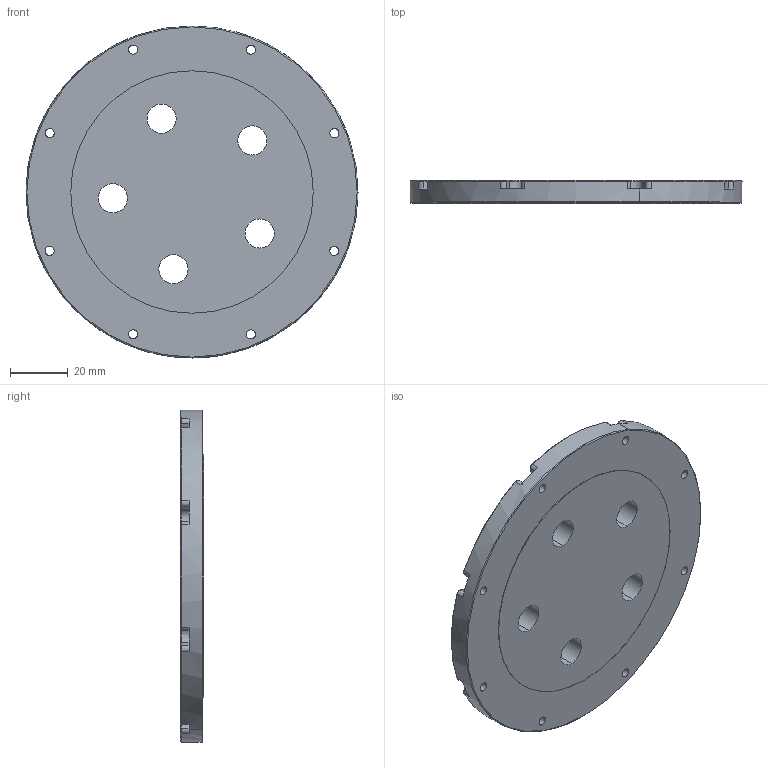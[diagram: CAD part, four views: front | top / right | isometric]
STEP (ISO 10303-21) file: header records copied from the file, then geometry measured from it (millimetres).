
FILE_DESCRIPTION (( 'STEP AP203' ), '1' );
FILE_NAME ('115組裔-5謂.STEP', '2023-09-21T02:13:05', ( '' ), ( '' ), 'SwSTEP 2.0', 'SolidWorks 2022', '' );
FILE_SCHEMA (( 'CONFIG_CONTROL_DESIGN' ));
Length unit declared in the file: millimetre
Products named in the file (1): 115組裔-5謂
Bounding box: 115 x 8 x 115 mm (x, y, z)
Volume: 77718.2 mm3; surface area: 24461.6 mm2
Topology: 1 solids, 1 shells, 147 faces, 380 edges, 236 vertices
Faces by surface type: cylinder 61, cone 43, plane 43
Entity records: 4635 total; most frequent: DIRECTION 864, CARTESIAN_POINT 764, ORIENTED_EDGE 760, EDGE_CURVE 380, AXIS2_PLACEMENT_3D 336, VERTEX_POINT 236, VECTOR 192, LINE 192
